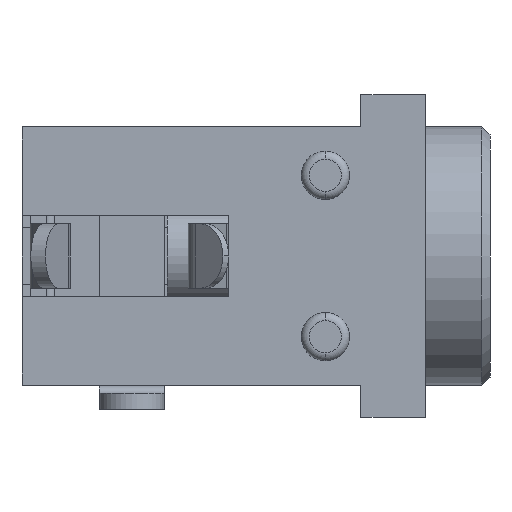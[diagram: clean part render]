
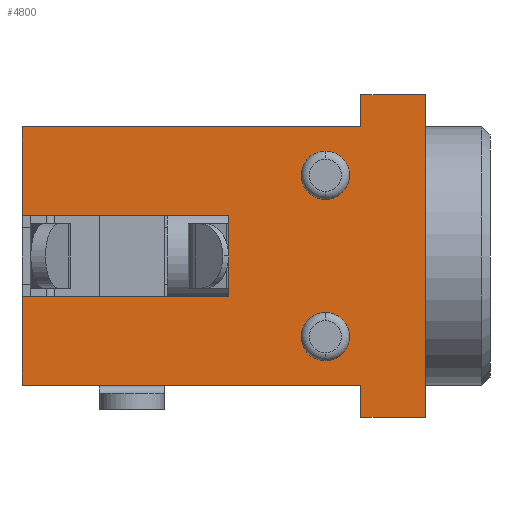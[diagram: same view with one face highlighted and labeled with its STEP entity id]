
A CAD part, front view. The second image highlights one B-rep face of the part: STEP entity #4800.
In plain terms, the highlighted planar face has unit normal (0, -1, 0).
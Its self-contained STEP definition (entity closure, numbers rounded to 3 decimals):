
#59 = VECTOR ( 'NONE', #336, 1000. ) ;
#80 = AXIS2_PLACEMENT_3D ( 'NONE', #574, #1414, #4383 ) ;
#149 = CARTESIAN_POINT ( 'NONE',  ( -3.1, -6.5, -2.5 ) ) ;
#165 = CARTESIAN_POINT ( 'NONE',  ( -3.1, -6.5, -3.25 ) ) ;
#172 = DIRECTION ( 'NONE',  ( 0., -1., 0. ) ) ;
#175 = CARTESIAN_POINT ( 'NONE',  ( -12.5, -6.5, -1.25 ) ) ;
#180 = CARTESIAN_POINT ( 'NONE',  ( -2., -6.5, -4. ) ) ;
#181 = CIRCLE ( 'NONE', #988, 0.75 ) ;
#245 = CARTESIAN_POINT ( 'NONE',  ( -12.5, -6.5, 5. ) ) ;
#250 = ORIENTED_EDGE ( 'NONE', *, *, #2269, .F. ) ;
#251 = CARTESIAN_POINT ( 'NONE',  ( -2., -6.5, -5. ) ) ;
#336 = DIRECTION ( 'NONE',  ( 1., 0., 0. ) ) ;
#345 = ORIENTED_EDGE ( 'NONE', *, *, #2817, .F. ) ;
#462 = DIRECTION ( 'NONE',  ( 0., -1., 0. ) ) ;
#498 = EDGE_CURVE ( 'NONE', #1143, #3045, #1652, .T. ) ;
#556 = CARTESIAN_POINT ( 'NONE',  ( -2., -6.5, -5. ) ) ;
#574 = CARTESIAN_POINT ( 'NONE',  ( -12.5, -6.5, 5. ) ) ;
#575 = EDGE_CURVE ( 'NONE', #2744, #5325, #3295, .T. ) ;
#632 = AXIS2_PLACEMENT_3D ( 'NONE', #149, #172, #4394 ) ;
#654 = VECTOR ( 'NONE', #4165, 1000. ) ;
#669 = VECTOR ( 'NONE', #4510, 1000. ) ;
#707 = DIRECTION ( 'NONE',  ( -1., 0., 0. ) ) ;
#712 = CARTESIAN_POINT ( 'NONE',  ( -12.5, -6.5, -1.25 ) ) ;
#731 = LINE ( 'NONE', #175, #4431 ) ;
#763 = DIRECTION ( 'NONE',  ( 0., 0., -1. ) ) ;
#772 = VERTEX_POINT ( 'NONE', #165 ) ;
#818 = ORIENTED_EDGE ( 'NONE', *, *, #1131, .T. ) ;
#827 = ORIENTED_EDGE ( 'NONE', *, *, #3769, .F. ) ;
#868 = VERTEX_POINT ( 'NONE', #3039 ) ;
#883 = CIRCLE ( 'NONE', #632, 0.75 ) ;
#888 = VECTOR ( 'NONE', #707, 1000. ) ;
#968 = PLANE ( 'NONE',  #80 ) ;
#984 = CARTESIAN_POINT ( 'NONE',  ( 0., -6.5, -5. ) ) ;
#988 = AXIS2_PLACEMENT_3D ( 'NONE', #2177, #462, #1337 ) ;
#1002 = VECTOR ( 'NONE', #1557, 1000. ) ;
#1076 = CARTESIAN_POINT ( 'NONE',  ( -12.5, -6.5, 5. ) ) ;
#1131 = EDGE_CURVE ( 'NONE', #3130, #4994, #4613, .T. ) ;
#1143 = VERTEX_POINT ( 'NONE', #5006 ) ;
#1169 = VERTEX_POINT ( 'NONE', #1330 ) ;
#1239 = LINE ( 'NONE', #1076, #4074 ) ;
#1244 = CARTESIAN_POINT ( 'NONE',  ( -12.5, -6.5, -4. ) ) ;
#1313 = VERTEX_POINT ( 'NONE', #180 ) ;
#1330 = CARTESIAN_POINT ( 'NONE',  ( -6.1, -6.5, -1. ) ) ;
#1331 = AXIS2_PLACEMENT_3D ( 'NONE', #2715, #2327, #3195 ) ;
#1337 = DIRECTION ( 'NONE',  ( 0., 0., -1. ) ) ;
#1369 = ORIENTED_EDGE ( 'NONE', *, *, #2499, .T. ) ;
#1397 = VECTOR ( 'NONE', #3221, 1000. ) ;
#1414 = DIRECTION ( 'NONE',  ( 0., -1., 0. ) ) ;
#1504 = ORIENTED_EDGE ( 'NONE', *, *, #2791, .F. ) ;
#1547 = LINE ( 'NONE', #3926, #888 ) ;
#1557 = DIRECTION ( 'NONE',  ( 0., 0., 1. ) ) ;
#1581 = VECTOR ( 'NONE', #4811, 1000. ) ;
#1635 = LINE ( 'NONE', #5485, #654 ) ;
#1652 = LINE ( 'NONE', #4473, #669 ) ;
#1653 = EDGE_CURVE ( 'NONE', #2152, #5120, #181, .T. ) ;
#1672 = ORIENTED_EDGE ( 'NONE', *, *, #5110, .T. ) ;
#1819 = CIRCLE ( 'NONE', #1980, 0.75 ) ;
#1835 = EDGE_CURVE ( 'NONE', #3234, #772, #1819, .T. ) ;
#1837 = CARTESIAN_POINT ( 'NONE',  ( -3.1, -6.5, -2.5 ) ) ;
#1864 = EDGE_CURVE ( 'NONE', #1313, #4079, #1547, .T. ) ;
#1870 = VECTOR ( 'NONE', #3607, 1000. ) ;
#1897 = VERTEX_POINT ( 'NONE', #2414 ) ;
#1980 = AXIS2_PLACEMENT_3D ( 'NONE', #1837, #2687, #3109 ) ;
#2058 = DIRECTION ( 'NONE',  ( 0., 0., -1. ) ) ;
#2070 = ORIENTED_EDGE ( 'NONE', *, *, #3316, .F. ) ;
#2152 = VERTEX_POINT ( 'NONE', #3046 ) ;
#2177 = CARTESIAN_POINT ( 'NONE',  ( -3.1, -6.5, 2.5 ) ) ;
#2211 = EDGE_LOOP ( 'NONE', ( #2544, #345 ) ) ;
#2234 = EDGE_CURVE ( 'NONE', #772, #3234, #883, .T. ) ;
#2269 = EDGE_CURVE ( 'NONE', #868, #2290, #2412, .T. ) ;
#2290 = VERTEX_POINT ( 'NONE', #3201 ) ;
#2306 = ORIENTED_EDGE ( 'NONE', *, *, #2234, .F. ) ;
#2327 = DIRECTION ( 'NONE',  ( 0., -1., 0. ) ) ;
#2412 = LINE ( 'NONE', #245, #1397 ) ;
#2414 = CARTESIAN_POINT ( 'NONE',  ( -6.1, -6.5, 1. ) ) ;
#2456 = VECTOR ( 'NONE', #3244, 1000. ) ;
#2499 = EDGE_CURVE ( 'NONE', #2987, #4079, #5161, .T. ) ;
#2504 = FACE_OUTER_BOUND ( 'NONE', #4186, .T. ) ;
#2544 = ORIENTED_EDGE ( 'NONE', *, *, #1653, .F. ) ;
#2573 = ORIENTED_EDGE ( 'NONE', *, *, #1864, .F. ) ;
#2687 = DIRECTION ( 'NONE',  ( 0., -1., 0. ) ) ;
#2710 = LINE ( 'NONE', #3909, #1581 ) ;
#2715 = CARTESIAN_POINT ( 'NONE',  ( -3.1, -6.5, 2.5 ) ) ;
#2726 = LINE ( 'NONE', #4931, #2456 ) ;
#2744 = VERTEX_POINT ( 'NONE', #556 ) ;
#2791 = EDGE_CURVE ( 'NONE', #2290, #5325, #3192, .T. ) ;
#2817 = EDGE_CURVE ( 'NONE', #5120, #2152, #4239, .T. ) ;
#2836 = CARTESIAN_POINT ( 'NONE',  ( -12.5, -6.5, 1.25 ) ) ;
#2888 = ORIENTED_EDGE ( 'NONE', *, *, #4806, .F. ) ;
#2897 = ORIENTED_EDGE ( 'NONE', *, *, #2985, .F. ) ;
#2900 = EDGE_CURVE ( 'NONE', #1897, #1143, #2726, .T. ) ;
#2985 = EDGE_CURVE ( 'NONE', #5383, #1169, #5215, .T. ) ;
#2987 = VERTEX_POINT ( 'NONE', #712 ) ;
#3039 = CARTESIAN_POINT ( 'NONE',  ( -2., -6.5, 5. ) ) ;
#3045 = VERTEX_POINT ( 'NONE', #2836 ) ;
#3046 = CARTESIAN_POINT ( 'NONE',  ( -3.1, -6.5, 3.25 ) ) ;
#3109 = DIRECTION ( 'NONE',  ( 0., 0., 1. ) ) ;
#3130 = VERTEX_POINT ( 'NONE', #4986 ) ;
#3167 = FACE_BOUND ( 'NONE', #2211, .T. ) ;
#3192 = LINE ( 'NONE', #4816, #1870 ) ;
#3195 = DIRECTION ( 'NONE',  ( 0., 0., -1. ) ) ;
#3201 = CARTESIAN_POINT ( 'NONE',  ( 0., -6.5, 5. ) ) ;
#3206 = CARTESIAN_POINT ( 'NONE',  ( -6.1, -6.5, -1.25 ) ) ;
#3212 = CARTESIAN_POINT ( 'NONE',  ( -6.1, -6.5, 1.25 ) ) ;
#3221 = DIRECTION ( 'NONE',  ( 1., 0., 0. ) ) ;
#3234 = VERTEX_POINT ( 'NONE', #3416 ) ;
#3244 = DIRECTION ( 'NONE',  ( 0., 0., 1. ) ) ;
#3250 = VECTOR ( 'NONE', #4879, 1000. ) ;
#3295 = LINE ( 'NONE', #5409, #59 ) ;
#3316 = EDGE_CURVE ( 'NONE', #2744, #1313, #4838, .T. ) ;
#3324 = CARTESIAN_POINT ( 'NONE',  ( 15.24, -6.5, 4. ) ) ;
#3416 = CARTESIAN_POINT ( 'NONE',  ( -3.1, -6.5, -1.75 ) ) ;
#3455 = ORIENTED_EDGE ( 'NONE', *, *, #4942, .T. ) ;
#3607 = DIRECTION ( 'NONE',  ( 0., 0., -1. ) ) ;
#3741 = CARTESIAN_POINT ( 'NONE',  ( -12.5, -6.5, 4. ) ) ;
#3769 = EDGE_CURVE ( 'NONE', #2987, #5383, #731, .T. ) ;
#3823 = ORIENTED_EDGE ( 'NONE', *, *, #575, .T. ) ;
#3848 = EDGE_LOOP ( 'NONE', ( #3963, #2306 ) ) ;
#3909 = CARTESIAN_POINT ( 'NONE',  ( -2., -6.5, 4. ) ) ;
#3926 = CARTESIAN_POINT ( 'NONE',  ( 15.24, -6.5, -4. ) ) ;
#3963 = ORIENTED_EDGE ( 'NONE', *, *, #1835, .F. ) ;
#4074 = VECTOR ( 'NONE', #763, 1000. ) ;
#4079 = VERTEX_POINT ( 'NONE', #1244 ) ;
#4099 = VECTOR ( 'NONE', #2058, 1000. ) ;
#4145 = CARTESIAN_POINT ( 'NONE',  ( -3.1, -6.5, 1.75 ) ) ;
#4165 = DIRECTION ( 'NONE',  ( 0., 0., -1. ) ) ;
#4186 = EDGE_LOOP ( 'NONE', ( #5234, #4380, #1672, #2897, #827, #1369, #2573, #2070, #3823, #1504, #250, #2888, #818, #3455 ) ) ;
#4239 = CIRCLE ( 'NONE', #1331, 0.75 ) ;
#4278 = VECTOR ( 'NONE', #5440, 1000. ) ;
#4317 = DIRECTION ( 'NONE',  ( 1., 0., 0. ) ) ;
#4380 = ORIENTED_EDGE ( 'NONE', *, *, #2900, .F. ) ;
#4383 = DIRECTION ( 'NONE',  ( 0., 0., -1. ) ) ;
#4394 = DIRECTION ( 'NONE',  ( 0., 0., 1. ) ) ;
#4431 = VECTOR ( 'NONE', #4317, 1000. ) ;
#4473 = CARTESIAN_POINT ( 'NONE',  ( -12.5, -6.5, 1.25 ) ) ;
#4510 = DIRECTION ( 'NONE',  ( -1., 0., 0. ) ) ;
#4613 = LINE ( 'NONE', #3324, #4278 ) ;
#4800 = ADVANCED_FACE ( 'NONE', ( #3167, #2504, #4880 ), #968, .T. ) ;
#4806 = EDGE_CURVE ( 'NONE', #3130, #868, #2710, .T. ) ;
#4811 = DIRECTION ( 'NONE',  ( 0., 0., 1. ) ) ;
#4816 = CARTESIAN_POINT ( 'NONE',  ( 0., -6.5, 5. ) ) ;
#4838 = LINE ( 'NONE', #251, #3250 ) ;
#4879 = DIRECTION ( 'NONE',  ( 0., 0., 1. ) ) ;
#4880 = FACE_BOUND ( 'NONE', #3848, .T. ) ;
#4931 = CARTESIAN_POINT ( 'NONE',  ( -6.1, -6.5, 1.25 ) ) ;
#4942 = EDGE_CURVE ( 'NONE', #4994, #3045, #1239, .T. ) ;
#4986 = CARTESIAN_POINT ( 'NONE',  ( -2., -6.5, 4. ) ) ;
#4994 = VERTEX_POINT ( 'NONE', #3741 ) ;
#5006 = CARTESIAN_POINT ( 'NONE',  ( -6.1, -6.5, 1.25 ) ) ;
#5110 = EDGE_CURVE ( 'NONE', #1897, #1169, #1635, .T. ) ;
#5120 = VERTEX_POINT ( 'NONE', #4145 ) ;
#5161 = LINE ( 'NONE', #5408, #4099 ) ;
#5215 = LINE ( 'NONE', #3212, #1002 ) ;
#5234 = ORIENTED_EDGE ( 'NONE', *, *, #498, .F. ) ;
#5325 = VERTEX_POINT ( 'NONE', #984 ) ;
#5383 = VERTEX_POINT ( 'NONE', #3206 ) ;
#5408 = CARTESIAN_POINT ( 'NONE',  ( -12.5, -6.5, 5. ) ) ;
#5409 = CARTESIAN_POINT ( 'NONE',  ( -12.5, -6.5, -5. ) ) ;
#5440 = DIRECTION ( 'NONE',  ( -1., 0., 0. ) ) ;
#5485 = CARTESIAN_POINT ( 'NONE',  ( -6.1, -6.5, 1. ) ) ;
